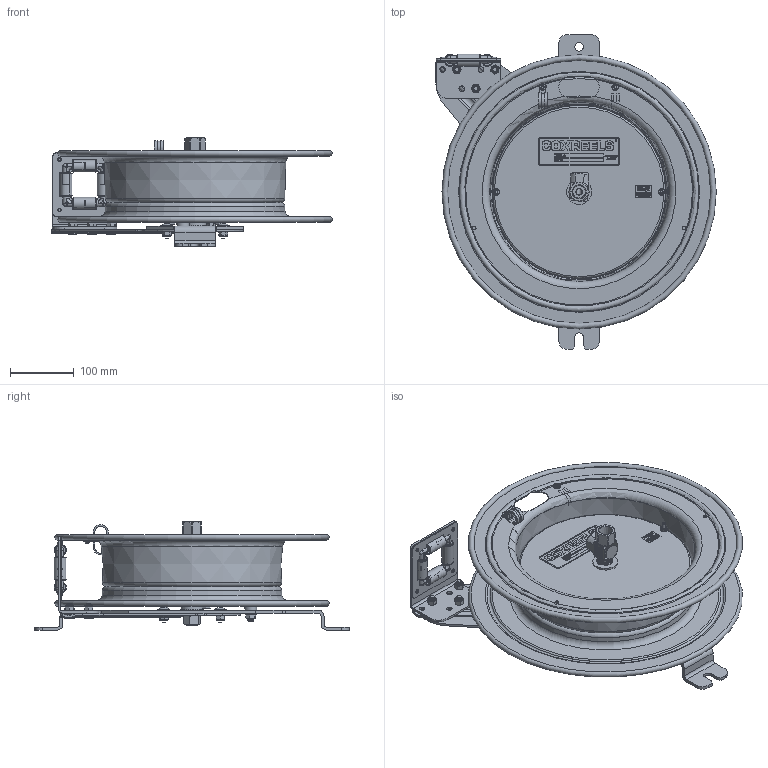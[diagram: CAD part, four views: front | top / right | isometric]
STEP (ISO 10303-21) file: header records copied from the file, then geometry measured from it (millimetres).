
FILE_DESCRIPTION(/* description */ (''),/* implementation_level */ '2;1');
FILE_NAME(/* name */ 'SG17L-L430_SHARED.stp',/* time_stamp */ '2020-02-06T08:55:39-07:00',/* author */ ('NMelton'),/* organization */ (''),/* preprocessor_version */ 'ST-DEVELOPER v17',/* originating_system */ 'Autodesk Inventor 2019',/* authorisation */ '');
FILE_SCHEMA (('AUTOMOTIVE_DESIGN { 1 0 10303 214 3 1 1 }'));
Products named in the file (1): SG17L-L430_SHARED
Bounding box: 441.48 x 495.3 x 170.94 mm (x, y, z)
Surface area: 1034771.4 mm2 (no closed solid volume)
Topology: 0 solids, 124 shells, 2380 faces, 10606 edges, 7971 vertices
Faces by surface type: plane 1293, bspline 438, cylinder 410, cone 136, torus 67, sphere 36
Full cylindrical faces by diameter (mm): 2.159 x2, 2.54 x1, 3.048 x1, 4.699 x4, 4.826 x6, 5.556 x4, 5.588 x4, 6.35 x4, 7.112 x1, 7.938 x3, 8.636 x3, 8.733 x4, 11.43 x3, 12.192 x8, 13.492 x1, 15.875 x1, 17.399 x1, 17.882 x1, 19.05 x5, 20.574 x1, 28.575 x1, 34.925 x1, 35.052 x1, 39.624 x1, 273.05 x1
Entity records: 115017 total; most frequent: CARTESIAN_POINT 34079, ORIENTED_EDGE 15325, DIRECTION 13679, EDGE_CURVE 10563, VERTEX_POINT 7971, LINE 6247, VECTOR 6247, AXIS2_PLACEMENT_3D 3716
